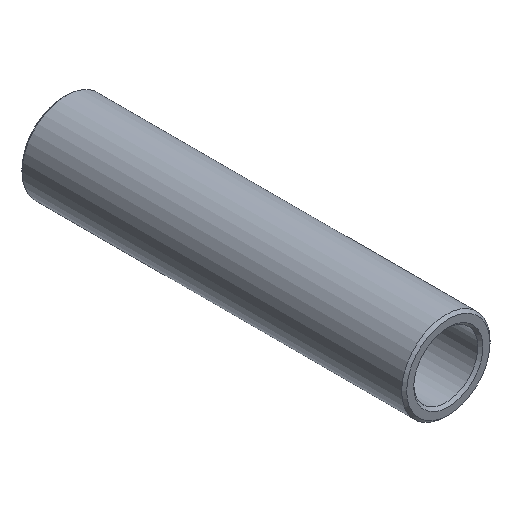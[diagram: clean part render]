
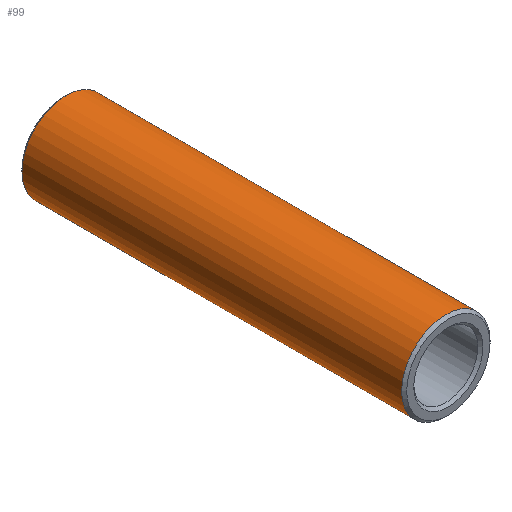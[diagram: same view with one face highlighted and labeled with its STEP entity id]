
A CAD part, isometric view. The second image highlights one B-rep face of the part: STEP entity #99.
In plain terms, the highlighted cylindrical face has radius 17.5 mm (diameter 35 mm), a full revolution.
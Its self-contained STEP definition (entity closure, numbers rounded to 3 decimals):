
#16=CYLINDRICAL_SURFACE('',#132,17.5);
#23=FACE_BOUND('',#44,.T.);
#31=FACE_OUTER_BOUND('',#43,.T.);
#43=EDGE_LOOP('',(#83));
#44=EDGE_LOOP('',(#84));
#55=CIRCLE('',#131,17.5);
#56=CIRCLE('',#133,17.5);
#63=VERTEX_POINT('',#186);
#64=VERTEX_POINT('',#189);
#71=EDGE_CURVE('',#63,#63,#55,.T.);
#72=EDGE_CURVE('',#64,#64,#56,.T.);
#83=ORIENTED_EDGE('',*,*,#72,.F.);
#84=ORIENTED_EDGE('',*,*,#71,.F.);
#99=ADVANCED_FACE('',(#31,#23),#16,.T.);
#131=AXIS2_PLACEMENT_3D('',#187,#157,#158);
#132=AXIS2_PLACEMENT_3D('',#188,#159,#160);
#133=AXIS2_PLACEMENT_3D('',#190,#161,#162);
#157=DIRECTION('center_axis',(0.,1.,0.));
#158=DIRECTION('ref_axis',(1.,0.,0.));
#159=DIRECTION('center_axis',(0.,1.,0.));
#160=DIRECTION('ref_axis',(1.,0.,0.));
#161=DIRECTION('center_axis',(0.,-1.,0.));
#162=DIRECTION('ref_axis',(1.,0.,0.));
#186=CARTESIAN_POINT('',(-17.5,151.4,0.));
#187=CARTESIAN_POINT('Origin',(0.,151.4,0.));
#188=CARTESIAN_POINT('Origin',(0.,0.,0.));
#189=CARTESIAN_POINT('',(-17.5,1.,0.));
#190=CARTESIAN_POINT('Origin',(0.,1.,0.));
